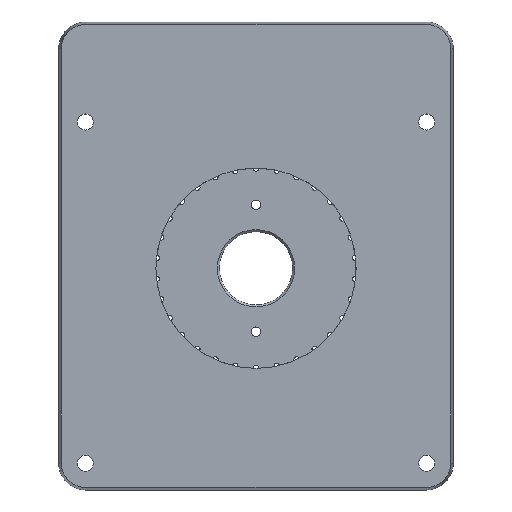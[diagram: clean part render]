
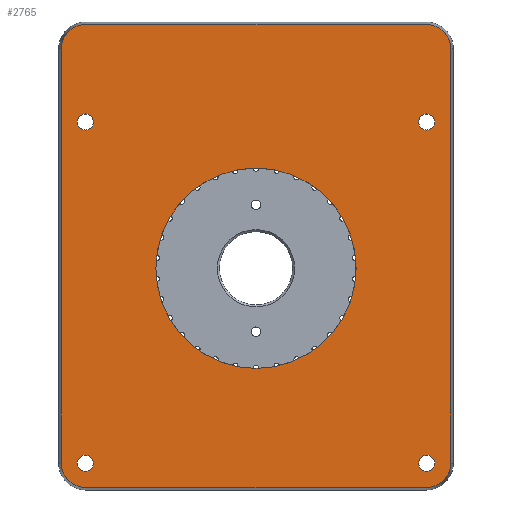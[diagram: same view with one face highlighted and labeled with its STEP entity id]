
A CAD part, top view. The second image highlights one B-rep face of the part: STEP entity #2765.
In plain terms, the highlighted planar face has unit normal (0, 0, 1).
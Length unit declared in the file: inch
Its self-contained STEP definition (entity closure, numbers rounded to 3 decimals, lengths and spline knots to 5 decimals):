
#84=FACE_BOUND('',#386,.T.);
#85=FACE_BOUND('',#387,.T.);
#86=FACE_BOUND('',#388,.T.);
#87=FACE_BOUND('',#389,.T.);
#88=FACE_BOUND('',#390,.T.);
#91=PLANE('',#3133);
#233=FACE_OUTER_BOUND('',#385,.T.);
#385=EDGE_LOOP('',(#2423,#2424,#2425,#2426,#2427,#2428,#2429,#2430));
#386=EDGE_LOOP('',(#2431));
#387=EDGE_LOOP('',(#2432));
#388=EDGE_LOOP('',(#2433));
#389=EDGE_LOOP('',(#2434));
#390=EDGE_LOOP('',(#2435,#2436,#2437));
#534=LINE('',#5175,#681);
#535=LINE('',#5179,#682);
#536=LINE('',#5183,#683);
#537=LINE('',#5187,#684);
#681=VECTOR('',#3959,0.3937);
#682=VECTOR('',#3962,0.3937);
#683=VECTOR('',#3965,0.3937);
#684=VECTOR('',#3968,0.3937);
#927=CIRCLE('',#3124,1.0273);
#928=CIRCLE('',#3125,1.0273);
#929=CIRCLE('',#3126,1.0273);
#933=CIRCLE('',#3134,0.25);
#934=CIRCLE('',#3135,0.25);
#935=CIRCLE('',#3136,0.25);
#936=CIRCLE('',#3137,0.25);
#937=CIRCLE('',#3138,0.0825);
#938=CIRCLE('',#3139,0.0825);
#939=CIRCLE('',#3140,0.0825);
#940=CIRCLE('',#3141,0.0825);
#1204=VERTEX_POINT('',#5137);
#1205=VERTEX_POINT('',#5138);
#1206=VERTEX_POINT('',#5140);
#1211=VERTEX_POINT('',#5173);
#1212=VERTEX_POINT('',#5174);
#1213=VERTEX_POINT('',#5176);
#1214=VERTEX_POINT('',#5178);
#1215=VERTEX_POINT('',#5180);
#1216=VERTEX_POINT('',#5182);
#1217=VERTEX_POINT('',#5184);
#1218=VERTEX_POINT('',#5186);
#1219=VERTEX_POINT('',#5189);
#1220=VERTEX_POINT('',#5191);
#1221=VERTEX_POINT('',#5193);
#1222=VERTEX_POINT('',#5195);
#1608=EDGE_CURVE('',#1204,#1205,#927,.T.);
#1609=EDGE_CURVE('',#1205,#1206,#928,.T.);
#1614=EDGE_CURVE('',#1206,#1204,#929,.T.);
#1620=EDGE_CURVE('',#1211,#1212,#534,.T.);
#1621=EDGE_CURVE('',#1213,#1211,#933,.T.);
#1622=EDGE_CURVE('',#1214,#1213,#535,.T.);
#1623=EDGE_CURVE('',#1215,#1214,#934,.T.);
#1624=EDGE_CURVE('',#1216,#1215,#536,.T.);
#1625=EDGE_CURVE('',#1217,#1216,#935,.T.);
#1626=EDGE_CURVE('',#1218,#1217,#537,.T.);
#1627=EDGE_CURVE('',#1212,#1218,#936,.T.);
#1628=EDGE_CURVE('',#1219,#1219,#937,.T.);
#1629=EDGE_CURVE('',#1220,#1220,#938,.T.);
#1630=EDGE_CURVE('',#1221,#1221,#939,.T.);
#1631=EDGE_CURVE('',#1222,#1222,#940,.T.);
#2423=ORIENTED_EDGE('',*,*,#1620,.F.);
#2424=ORIENTED_EDGE('',*,*,#1621,.F.);
#2425=ORIENTED_EDGE('',*,*,#1622,.F.);
#2426=ORIENTED_EDGE('',*,*,#1623,.F.);
#2427=ORIENTED_EDGE('',*,*,#1624,.F.);
#2428=ORIENTED_EDGE('',*,*,#1625,.F.);
#2429=ORIENTED_EDGE('',*,*,#1626,.F.);
#2430=ORIENTED_EDGE('',*,*,#1627,.F.);
#2431=ORIENTED_EDGE('',*,*,#1628,.F.);
#2432=ORIENTED_EDGE('',*,*,#1629,.F.);
#2433=ORIENTED_EDGE('',*,*,#1630,.F.);
#2434=ORIENTED_EDGE('',*,*,#1631,.F.);
#2435=ORIENTED_EDGE('',*,*,#1609,.F.);
#2436=ORIENTED_EDGE('',*,*,#1608,.F.);
#2437=ORIENTED_EDGE('',*,*,#1614,.F.);
#2765=ADVANCED_FACE('',(#233,#84,#85,#86,#87,#88),#91,.F.);
#3124=AXIS2_PLACEMENT_3D('',#5139,#3934,#3935);
#3125=AXIS2_PLACEMENT_3D('',#5141,#3936,#3937);
#3126=AXIS2_PLACEMENT_3D('',#5161,#3941,#3942);
#3133=AXIS2_PLACEMENT_3D('',#5172,#3957,#3958);
#3134=AXIS2_PLACEMENT_3D('',#5177,#3960,#3961);
#3135=AXIS2_PLACEMENT_3D('',#5181,#3963,#3964);
#3136=AXIS2_PLACEMENT_3D('',#5185,#3966,#3967);
#3137=AXIS2_PLACEMENT_3D('',#5188,#3969,#3970);
#3138=AXIS2_PLACEMENT_3D('',#5190,#3971,#3972);
#3139=AXIS2_PLACEMENT_3D('',#5192,#3973,#3974);
#3140=AXIS2_PLACEMENT_3D('',#5194,#3975,#3976);
#3141=AXIS2_PLACEMENT_3D('',#5196,#3977,#3978);
#3934=DIRECTION('center_axis',(0.,0.,1.));
#3935=DIRECTION('ref_axis',(0.,-1.,0.));
#3936=DIRECTION('center_axis',(0.,0.,1.));
#3937=DIRECTION('ref_axis',(0.,-1.,0.));
#3941=DIRECTION('center_axis',(0.,0.,1.));
#3942=DIRECTION('ref_axis',(0.,-1.,0.));
#3957=DIRECTION('center_axis',(0.,0.,-1.));
#3958=DIRECTION('ref_axis',(-1.,0.,0.));
#3959=DIRECTION('',(-1.,0.,0.));
#3960=DIRECTION('center_axis',(0.,0.,-1.));
#3961=DIRECTION('ref_axis',(1.,0.,0.));
#3962=DIRECTION('',(0.,-1.,0.));
#3963=DIRECTION('center_axis',(0.,0.,-1.));
#3964=DIRECTION('ref_axis',(0.,1.,0.));
#3965=DIRECTION('',(1.,0.,0.));
#3966=DIRECTION('center_axis',(0.,0.,-1.));
#3967=DIRECTION('ref_axis',(-1.,0.,0.));
#3968=DIRECTION('',(0.,1.,0.));
#3969=DIRECTION('center_axis',(0.,0.,-1.));
#3970=DIRECTION('ref_axis',(0.,-1.,0.));
#3971=DIRECTION('center_axis',(0.,0.,1.));
#3972=DIRECTION('ref_axis',(1.,0.,0.));
#3973=DIRECTION('center_axis',(0.,0.,1.));
#3974=DIRECTION('ref_axis',(1.,0.,0.));
#3975=DIRECTION('center_axis',(0.,0.,1.));
#3976=DIRECTION('ref_axis',(1.,0.,0.));
#3977=DIRECTION('center_axis',(0.,0.,1.));
#3978=DIRECTION('ref_axis',(1.,0.,0.));
#5137=CARTESIAN_POINT('',(1.0273,0.,0.22));
#5138=CARTESIAN_POINT('',(0.,1.0273,0.22));
#5139=CARTESIAN_POINT('Origin',(0.,0.,0.22));
#5140=CARTESIAN_POINT('',(-1.0273,0.,0.22));
#5141=CARTESIAN_POINT('Origin',(0.,0.,0.22));
#5161=CARTESIAN_POINT('Origin',(0.,0.,0.22));
#5172=CARTESIAN_POINT('Origin',(0.,0.126,0.22));
#5173=CARTESIAN_POINT('',(1.748,-2.248,0.22));
#5174=CARTESIAN_POINT('',(-1.748,-2.248,0.22));
#5175=CARTESIAN_POINT('',(1.748,-2.248,0.22));
#5176=CARTESIAN_POINT('',(1.998,-1.998,0.22));
#5177=CARTESIAN_POINT('Origin',(1.748,-1.998,0.22));
#5178=CARTESIAN_POINT('',(1.998,2.25,0.22));
#5179=CARTESIAN_POINT('',(1.998,2.25,0.22));
#5180=CARTESIAN_POINT('',(1.748,2.5,0.22));
#5181=CARTESIAN_POINT('Origin',(1.748,2.25,0.22));
#5182=CARTESIAN_POINT('',(-1.748,2.5,0.22));
#5183=CARTESIAN_POINT('',(-1.748,2.5,0.22));
#5184=CARTESIAN_POINT('',(-1.998,2.25,0.22));
#5185=CARTESIAN_POINT('Origin',(-1.748,2.25,0.22));
#5186=CARTESIAN_POINT('',(-1.998,-1.998,0.22));
#5187=CARTESIAN_POINT('',(-1.998,-1.998,0.22));
#5188=CARTESIAN_POINT('Origin',(-1.748,-1.998,0.22));
#5189=CARTESIAN_POINT('',(-1.8325,-2.,0.22));
#5190=CARTESIAN_POINT('Origin',(-1.75,-2.,0.22));
#5191=CARTESIAN_POINT('',(1.6675,-2.,0.22));
#5192=CARTESIAN_POINT('Origin',(1.75,-2.,0.22));
#5193=CARTESIAN_POINT('',(-1.8325,1.5,0.22));
#5194=CARTESIAN_POINT('Origin',(-1.75,1.5,0.22));
#5195=CARTESIAN_POINT('',(1.6675,1.5,0.22));
#5196=CARTESIAN_POINT('Origin',(1.75,1.5,0.22));
